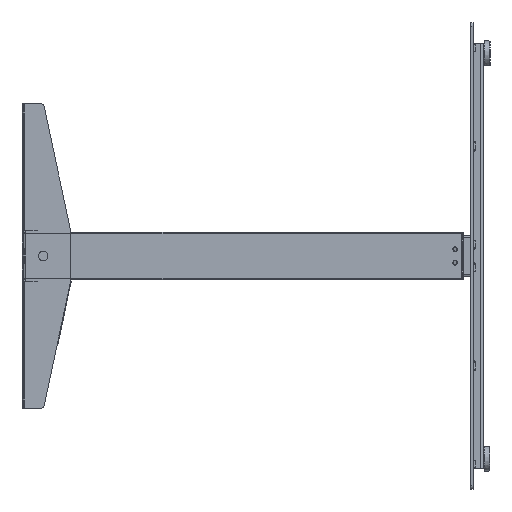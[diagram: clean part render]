
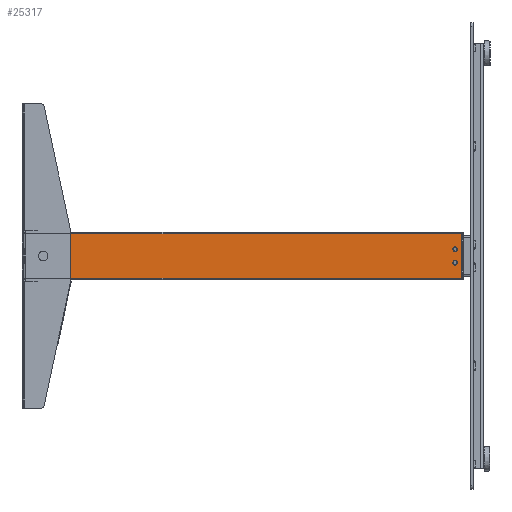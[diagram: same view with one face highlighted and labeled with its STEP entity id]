
A CAD part, left-side view. The second image highlights one B-rep face of the part: STEP entity #25317.
In plain terms, the highlighted planar face has unit normal (-1, 0, 0).
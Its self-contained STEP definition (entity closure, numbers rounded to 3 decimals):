
#83 = VERTEX_POINT ( 'NONE', #47607 ) ;
#162 = VERTEX_POINT ( 'NONE', #2859 ) ;
#286 = VERTEX_POINT ( 'NONE', #21636 ) ;
#1838 = VERTEX_POINT ( 'NONE', #47488 ) ;
#2128 = VECTOR ( 'NONE', #10931, 1000. ) ;
#2230 = VERTEX_POINT ( 'NONE', #23604 ) ;
#2493 = ORIENTED_EDGE ( 'NONE', *, *, #17795, .F. ) ;
#2622 = ORIENTED_EDGE ( 'NONE', *, *, #42632, .T. ) ;
#2859 = CARTESIAN_POINT ( 'NONE',  ( -572.1, 54.8, -9.5 ) ) ;
#4323 = AXIS2_PLACEMENT_3D ( 'NONE', #38739, #10672, #51952 ) ;
#4521 = DIRECTION ( 'NONE',  ( 1., 0., 0. ) ) ;
#4548 = CARTESIAN_POINT ( 'NONE',  ( -572.1, 42., -32.9 ) ) ;
#4651 = VERTEX_POINT ( 'NONE', #4548 ) ;
#6632 = VERTEX_POINT ( 'NONE', #39923 ) ;
#6831 = ORIENTED_EDGE ( 'NONE', *, *, #46322, .F. ) ;
#6878 = CARTESIAN_POINT ( 'NONE',  ( -572.1, 54.8, -10.5 ) ) ;
#7090 = CARTESIAN_POINT ( 'NONE',  ( -572.1, 687., -32.9 ) ) ;
#7245 = EDGE_LOOP ( 'NONE', ( #41269, #6831, #36798, #44946 ) ) ;
#7501 = CIRCLE ( 'NONE', #8342, 7. ) ;
#7512 = CARTESIAN_POINT ( 'NONE',  ( -572.1, 51.7, -9.5 ) ) ;
#7850 = VERTEX_POINT ( 'NONE', #6878 ) ;
#7897 = DIRECTION ( 'NONE',  ( -1., 0., 0. ) ) ;
#8022 = CARTESIAN_POINT ( 'NONE',  ( -572.1, 54.8, -9.5 ) ) ;
#8342 = AXIS2_PLACEMENT_3D ( 'NONE', #9091, #32420, #13067 ) ;
#8545 = DIRECTION ( 'NONE',  ( 0., 0., 1. ) ) ;
#8780 = CARTESIAN_POINT ( 'NONE',  ( -572.1, 48.6, 10.5 ) ) ;
#8854 = CARTESIAN_POINT ( 'NONE',  ( -572.1, 48.6, 9.5 ) ) ;
#9091 = CARTESIAN_POINT ( 'NONE',  ( -572.1, 661.1, 0. ) ) ;
#9423 = DIRECTION ( 'NONE',  ( 0., 1., 0. ) ) ;
#9737 = FACE_BOUND ( 'NONE', #19508, .T. ) ;
#10600 = VECTOR ( 'NONE', #41402, 1000. ) ;
#10672 = DIRECTION ( 'NONE',  ( 1., 0., 0. ) ) ;
#10931 = DIRECTION ( 'NONE',  ( 0., 0., -1. ) ) ;
#11147 = ORIENTED_EDGE ( 'NONE', *, *, #17438, .T. ) ;
#11185 = VERTEX_POINT ( 'NONE', #49987 ) ;
#11558 = EDGE_CURVE ( 'NONE', #286, #4651, #13661, .T. ) ;
#11834 = EDGE_CURVE ( 'NONE', #1838, #27185, #7501, .T. ) ;
#13067 = DIRECTION ( 'NONE',  ( 0., 0., 1. ) ) ;
#13179 = ORIENTED_EDGE ( 'NONE', *, *, #46272, .T. ) ;
#13181 = CARTESIAN_POINT ( 'NONE',  ( -572.1, 51.7, 9.5 ) ) ;
#13661 = LINE ( 'NONE', #50705, #37933 ) ;
#14024 = DIRECTION ( 'NONE',  ( 0., 0., 1. ) ) ;
#14656 = DIRECTION ( 'NONE',  ( 0., 1., 0. ) ) ;
#14909 = LINE ( 'NONE', #31058, #2128 ) ;
#16101 = DIRECTION ( 'NONE',  ( 0., 0., 1. ) ) ;
#16376 = DIRECTION ( 'NONE',  ( 1., 0., 0. ) ) ;
#16512 = EDGE_CURVE ( 'NONE', #48196, #24595, #50554, .T. ) ;
#16699 = CARTESIAN_POINT ( 'NONE',  ( -572.1, 42., 32.9 ) ) ;
#16893 = CIRCLE ( 'NONE', #20292, 3.1 ) ;
#17326 = DIRECTION ( 'NONE',  ( 0., 0., -1. ) ) ;
#17438 = EDGE_CURVE ( 'NONE', #7850, #162, #32123, .T. ) ;
#17795 = EDGE_CURVE ( 'NONE', #27185, #1838, #51805, .T. ) ;
#17848 = CARTESIAN_POINT ( 'NONE',  ( -572.1, 42., -32.9 ) ) ;
#18342 = EDGE_CURVE ( 'NONE', #83, #28863, #50349, .T. ) ;
#18662 = LINE ( 'NONE', #38011, #51708 ) ;
#19467 = AXIS2_PLACEMENT_3D ( 'NONE', #22573, #27333, #43474 ) ;
#19508 = EDGE_LOOP ( 'NONE', ( #40014, #20867, #47218, #13179 ) ) ;
#20292 = AXIS2_PLACEMENT_3D ( 'NONE', #51762, #23714, #31656 ) ;
#20297 = CIRCLE ( 'NONE', #19467, 3.1 ) ;
#20867 = ORIENTED_EDGE ( 'NONE', *, *, #16512, .T. ) ;
#21007 = AXIS2_PLACEMENT_3D ( 'NONE', #13181, #16376, #48410 ) ;
#21636 = CARTESIAN_POINT ( 'NONE',  ( -572.1, 42., 32.9 ) ) ;
#22458 = VECTOR ( 'NONE', #14656, 1000. ) ;
#22573 = CARTESIAN_POINT ( 'NONE',  ( -572.1, 51.7, -10.5 ) ) ;
#23404 = DIRECTION ( 'NONE',  ( 1., 0., 0. ) ) ;
#23604 = CARTESIAN_POINT ( 'NONE',  ( -572.1, 687., 32.9 ) ) ;
#23714 = DIRECTION ( 'NONE',  ( 1., 0., 0. ) ) ;
#24394 = DIRECTION ( 'NONE',  ( 0., 0., -1. ) ) ;
#24517 = CARTESIAN_POINT ( 'NONE',  ( -572.1, 54.8, 10.5 ) ) ;
#24595 = VERTEX_POINT ( 'NONE', #24517 ) ;
#25317 = ADVANCED_FACE ( 'NONE', ( #28635, #44505, #41780, #9737 ), #48739, .F. ) ;
#27185 = VERTEX_POINT ( 'NONE', #50115 ) ;
#27316 = CARTESIAN_POINT ( 'NONE',  ( -572.1, 54.8, 9.5 ) ) ;
#27333 = DIRECTION ( 'NONE',  ( 1., 0., 0. ) ) ;
#27555 = ORIENTED_EDGE ( 'NONE', *, *, #18342, .T. ) ;
#28030 = CARTESIAN_POINT ( 'NONE',  ( -572.1, 661.1, 0. ) ) ;
#28635 = FACE_BOUND ( 'NONE', #41449, .T. ) ;
#28863 = VERTEX_POINT ( 'NONE', #29930 ) ;
#29930 = CARTESIAN_POINT ( 'NONE',  ( -572.1, 48.6, -9.5 ) ) ;
#30895 = EDGE_CURVE ( 'NONE', #2230, #43428, #32681, .T. ) ;
#31058 = CARTESIAN_POINT ( 'NONE',  ( -572.1, 48.6, -9.5 ) ) ;
#31656 = DIRECTION ( 'NONE',  ( 0., 0., 1. ) ) ;
#32123 = LINE ( 'NONE', #8022, #40822 ) ;
#32420 = DIRECTION ( 'NONE',  ( -1., 0., 0. ) ) ;
#32604 = AXIS2_PLACEMENT_3D ( 'NONE', #7512, #23404, #40090 ) ;
#32681 = LINE ( 'NONE', #36905, #10600 ) ;
#33979 = EDGE_CURVE ( 'NONE', #6632, #48196, #43819, .T. ) ;
#36798 = ORIENTED_EDGE ( 'NONE', *, *, #11558, .F. ) ;
#36901 = EDGE_CURVE ( 'NONE', #286, #2230, #18662, .T. ) ;
#36905 = CARTESIAN_POINT ( 'NONE',  ( -572.1, 687., 32.9 ) ) ;
#37332 = VECTOR ( 'NONE', #14024, 1000. ) ;
#37933 = VECTOR ( 'NONE', #42763, 1000. ) ;
#38011 = CARTESIAN_POINT ( 'NONE',  ( -572.1, 42., 32.9 ) ) ;
#38015 = EDGE_CURVE ( 'NONE', #162, #83, #46684, .T. ) ;
#38578 = ORIENTED_EDGE ( 'NONE', *, *, #50671, .T. ) ;
#38739 = CARTESIAN_POINT ( 'NONE',  ( -572.1, 51.7, -9.5 ) ) ;
#39923 = CARTESIAN_POINT ( 'NONE',  ( -572.1, 48.6, 9.5 ) ) ;
#40014 = ORIENTED_EDGE ( 'NONE', *, *, #33979, .T. ) ;
#40090 = DIRECTION ( 'NONE',  ( 0., 0., -1. ) ) ;
#40822 = VECTOR ( 'NONE', #8545, 1000. ) ;
#41269 = ORIENTED_EDGE ( 'NONE', *, *, #30895, .T. ) ;
#41290 = ORIENTED_EDGE ( 'NONE', *, *, #11834, .F. ) ;
#41402 = DIRECTION ( 'NONE',  ( 0., 0., -1. ) ) ;
#41449 = EDGE_LOOP ( 'NONE', ( #43910, #27555, #2622, #38578, #11147 ) ) ;
#41780 = FACE_OUTER_BOUND ( 'NONE', #7245, .T. ) ;
#42632 = EDGE_CURVE ( 'NONE', #28863, #11185, #14909, .T. ) ;
#42720 = LINE ( 'NONE', #17848, #22458 ) ;
#42763 = DIRECTION ( 'NONE',  ( 0., 0., -1. ) ) ;
#43428 = VERTEX_POINT ( 'NONE', #7090 ) ;
#43474 = DIRECTION ( 'NONE',  ( 0., 0., -1. ) ) ;
#43819 = CIRCLE ( 'NONE', #21007, 3.1 ) ;
#43905 = EDGE_LOOP ( 'NONE', ( #2493, #41290 ) ) ;
#43910 = ORIENTED_EDGE ( 'NONE', *, *, #38015, .T. ) ;
#44505 = FACE_BOUND ( 'NONE', #43905, .T. ) ;
#44946 = ORIENTED_EDGE ( 'NONE', *, *, #36901, .T. ) ;
#45114 = LINE ( 'NONE', #8854, #50337 ) ;
#45191 = VERTEX_POINT ( 'NONE', #8780 ) ;
#46272 = EDGE_CURVE ( 'NONE', #45191, #6632, #45114, .T. ) ;
#46322 = EDGE_CURVE ( 'NONE', #4651, #43428, #42720, .T. ) ;
#46684 = CIRCLE ( 'NONE', #4323, 3.1 ) ;
#47218 = ORIENTED_EDGE ( 'NONE', *, *, #51881, .T. ) ;
#47488 = CARTESIAN_POINT ( 'NONE',  ( -572.1, 661.1, -7. ) ) ;
#47607 = CARTESIAN_POINT ( 'NONE',  ( -572.1, 51.7, -6.4 ) ) ;
#48196 = VERTEX_POINT ( 'NONE', #27316 ) ;
#48410 = DIRECTION ( 'NONE',  ( 0., 0., 1. ) ) ;
#48739 = PLANE ( 'NONE',  #51047 ) ;
#49270 = AXIS2_PLACEMENT_3D ( 'NONE', #28030, #7897, #16101 ) ;
#49987 = CARTESIAN_POINT ( 'NONE',  ( -572.1, 48.6, -10.5 ) ) ;
#50115 = CARTESIAN_POINT ( 'NONE',  ( -572.1, 661.1, 7. ) ) ;
#50337 = VECTOR ( 'NONE', #17326, 1000. ) ;
#50349 = CIRCLE ( 'NONE', #32604, 3.1 ) ;
#50554 = LINE ( 'NONE', #51070, #37332 ) ;
#50671 = EDGE_CURVE ( 'NONE', #11185, #7850, #20297, .T. ) ;
#50705 = CARTESIAN_POINT ( 'NONE',  ( -572.1, 42., 32.9 ) ) ;
#51047 = AXIS2_PLACEMENT_3D ( 'NONE', #16699, #4521, #24394 ) ;
#51070 = CARTESIAN_POINT ( 'NONE',  ( -572.1, 54.8, 9.5 ) ) ;
#51708 = VECTOR ( 'NONE', #9423, 1000. ) ;
#51762 = CARTESIAN_POINT ( 'NONE',  ( -572.1, 51.7, 10.5 ) ) ;
#51805 = CIRCLE ( 'NONE', #49270, 7. ) ;
#51881 = EDGE_CURVE ( 'NONE', #24595, #45191, #16893, .T. ) ;
#51952 = DIRECTION ( 'NONE',  ( 0., 0., -1. ) ) ;
